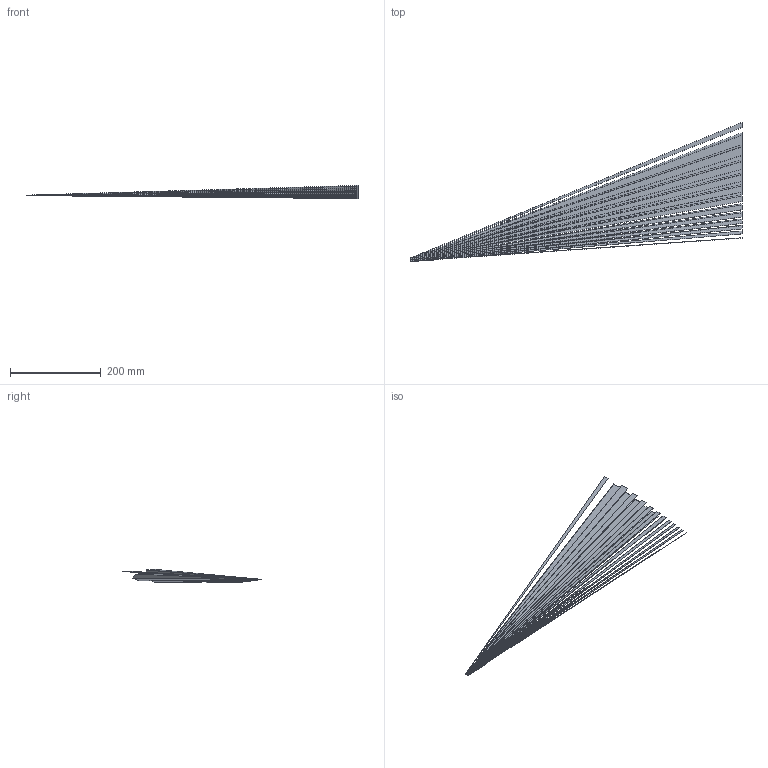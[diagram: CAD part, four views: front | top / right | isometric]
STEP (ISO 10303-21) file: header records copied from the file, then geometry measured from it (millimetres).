
FILE_DESCRIPTION(('FreeCAD Model'),'2;1');
FILE_NAME( 'block_18.step', '2021-06-02T11:46:26',('Author'),(''), 'Open CASCADE STEP processor 7.3','FreeCAD','Unknown');
FILE_SCHEMA(('AUTOMOTIVE_DESIGN { 1 0 10303 214 1 1 1 1 }'));
Length unit declared in the file: millimetre
Products named in the file (1): Part_18
Bounding box: 730 x 305.95 x 28.95 mm (x, y, z)
Volume: 46826.5 mm3; surface area: 319705.6 mm2
Topology: 8 solids, 8 shells, 189 faces, 522 edges, 348 vertices
Faces by surface type: plane 189
Entity records: 12218 total; most frequent: CARTESIAN_POINT 2642, DIRECTION 1408, ORIENTED_EDGE 1044, PCURVE 1044, DEFINITIONAL_REPRESENTATION 1044, LINE 1028, VECTOR 1028, B_SPLINE_CURVE_WITH_KNOTS 538
